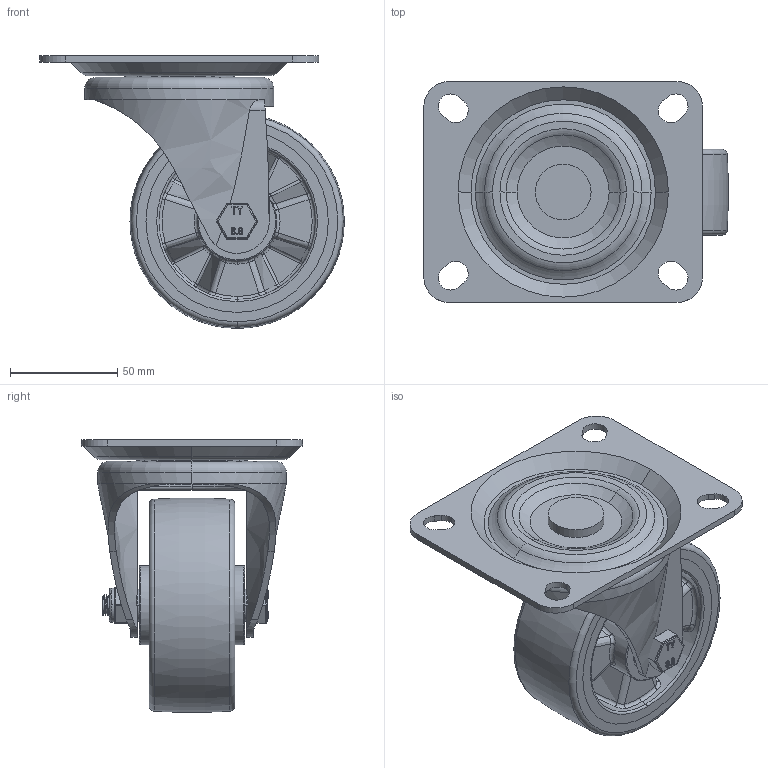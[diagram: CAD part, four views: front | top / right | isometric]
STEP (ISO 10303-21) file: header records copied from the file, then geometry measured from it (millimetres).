
FILE_DESCRIPTION(('STEP AP214'),'1');
FILE_NAME('BZH100XPNBLP.STEP','2022-02-15T11:58:08',(' '),(' '),'Spatial InterOp 3D',' ',' ');
FILE_SCHEMA(('AUTOMOTIVE_DESIGN { 1 0 10303 214 1 1 1 1 }'));
Length unit declared in the file: metre
Products named in the file (21): BZH100ASLP; ZINC PLATED PRESSED STEEL FORK; ZINC PLATED PRESSED STEEL TOP PLATE; BZH100XPNBLP; TUBEM15X52CH; ZINC PLATED STEEL TUBE; BZXH100WPNRB; POLYURETHANE TYRE; NYLON RIM; NYLON RIM Geometry; CAP; ROLLER BEARING; CAGE; RIBS; Component4; HEXBOLTM10X70Z8.8; GRADE 8.8 THREADED ZINC PLATED BOLT; NYLOC NUT; RUBBER; NUT; NYLOCM10Z
Assembly tree (27 placements, depth 5):
  BZH100XPNBLP
    BZH100ASLP
      ZINC PLATED PRESSED STEEL FORK
      ZINC PLATED PRESSED STEEL TOP PLATE
    TUBEM15X52CH
      ZINC PLATED STEEL TUBE
    BZXH100WPNRB
      POLYURETHANE TYRE
      NYLON RIM
        NYLON RIM Geometry
        CAP
      ROLLER BEARING
        CAGE
        RIBS
          Component4  x8
    HEXBOLTM10X70Z8.8
      GRADE 8.8 THREADED ZINC PLATED BOLT
    NYLOCM10Z
      NYLOC NUT
        RUBBER
        NUT
Bounding box: 141.94 x 103 x 127.07 mm (x, y, z)
Volume: 323282 mm3; surface area: 149183.1 mm2
Topology: 18 solids, 18 shells, 748 faces, 1783 edges, 1082 vertices
Faces by surface type: cylinder 222, plane 199, torus 104, bspline 100, sphere 65, extrusion 38, offset 16, cone 4
Entity records: 54438 total; most frequent: CARTESIAN_POINT 37380, ORIENTED_EDGE 3482, DIRECTION 3430, EDGE_CURVE 1741, AXIS2_PLACEMENT_3D 1422, VERTEX_POINT 1054, CIRCLE 799, EDGE_LOOP 775
